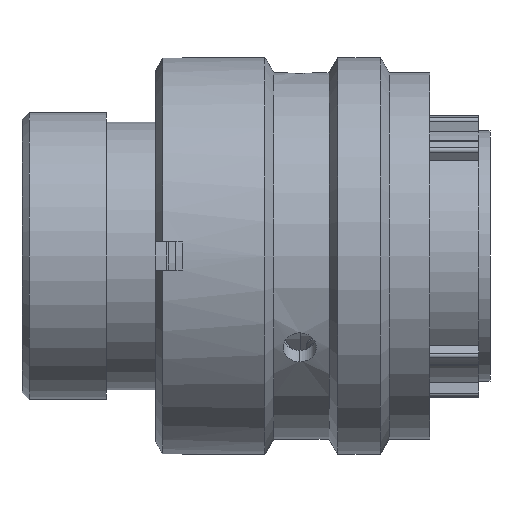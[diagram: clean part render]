
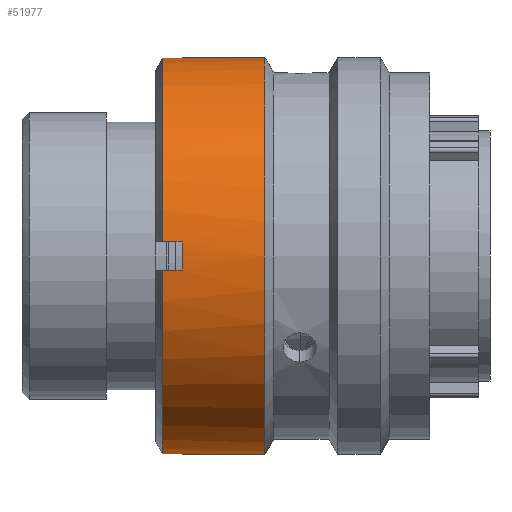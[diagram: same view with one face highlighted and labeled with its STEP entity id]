
A CAD part, front view. The second image highlights one B-rep face of the part: STEP entity #51977.
In plain terms, the highlighted cylindrical face has radius 14.15 mm (diameter 28.3 mm), a partial arc.
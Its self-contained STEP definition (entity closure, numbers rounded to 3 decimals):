
#602 = VERTEX_POINT ( 'NONE', #45446 ) ;
#889 = AXIS2_PLACEMENT_3D ( 'NONE', #25385, #41599, #33254 ) ;
#988 = LINE ( 'NONE', #14596, #43218 ) ;
#2226 = EDGE_LOOP ( 'NONE', ( #24597, #20876, #2374, #43437, #25245, #13756, #15392, #25000, #47064, #19083, #7382, #52805 ) ) ;
#2374 = ORIENTED_EDGE ( 'NONE', *, *, #41719, .T. ) ;
#3496 = CARTESIAN_POINT ( 'NONE',  ( 29.07, -14.115, -1. ) ) ;
#3684 = VERTEX_POINT ( 'NONE', #17596 ) ;
#4587 = DIRECTION ( 'NONE',  ( 0., 0., -1. ) ) ;
#6272 = EDGE_CURVE ( 'NONE', #39923, #10355, #6829, .T. ) ;
#6644 = EDGE_CURVE ( 'NONE', #12730, #43993, #50867, .T. ) ;
#6829 = CIRCLE ( 'NONE', #8773, 14.15 ) ;
#7382 = ORIENTED_EDGE ( 'NONE', *, *, #39327, .T. ) ;
#7391 = VERTEX_POINT ( 'NONE', #17478 ) ;
#8227 = CARTESIAN_POINT ( 'NONE',  ( 29.07, -1., 14.115 ) ) ;
#8760 = DIRECTION ( 'NONE',  ( 1., 0., 0. ) ) ;
#8773 = AXIS2_PLACEMENT_3D ( 'NONE', #33206, #16369, #49975 ) ;
#9214 = AXIS2_PLACEMENT_3D ( 'NONE', #22403, #30439, #21865 ) ;
#10355 = VERTEX_POINT ( 'NONE', #30153 ) ;
#11881 = DIRECTION ( 'NONE',  ( 1., 0., 0. ) ) ;
#12730 = VERTEX_POINT ( 'NONE', #52296 ) ;
#12755 = DIRECTION ( 'NONE',  ( 1., 0., 0. ) ) ;
#13651 = AXIS2_PLACEMENT_3D ( 'NONE', #36193, #11881, #4587 ) ;
#13756 = ORIENTED_EDGE ( 'NONE', *, *, #6272, .T. ) ;
#14198 = EDGE_CURVE ( 'NONE', #3684, #39923, #988, .T. ) ;
#14521 = DIRECTION ( 'NONE',  ( 1., 0., 0. ) ) ;
#14596 = CARTESIAN_POINT ( 'NONE',  ( 29.07, -14.115, 1. ) ) ;
#14933 = LINE ( 'NONE', #45553, #21398 ) ;
#15351 = EDGE_CURVE ( 'NONE', #43421, #24656, #26666, .T. ) ;
#15392 = ORIENTED_EDGE ( 'NONE', *, *, #52952, .T. ) ;
#15484 = CIRCLE ( 'NONE', #44732, 14.15 ) ;
#15985 = CARTESIAN_POINT ( 'NONE',  ( 11.42, -1., 14.115 ) ) ;
#16369 = DIRECTION ( 'NONE',  ( 1., 0., 0. ) ) ;
#16493 = VECTOR ( 'NONE', #24520, 1000. ) ;
#17478 = CARTESIAN_POINT ( 'NONE',  ( 10.02, -1., 14.115 ) ) ;
#17596 = CARTESIAN_POINT ( 'NONE',  ( 10.02, -14.115, 1. ) ) ;
#18339 = DIRECTION ( 'NONE',  ( 1., 0., 0. ) ) ;
#18462 = CARTESIAN_POINT ( 'NONE',  ( 17.324, 0., -14.15 ) ) ;
#18498 = EDGE_CURVE ( 'NONE', #602, #37999, #39483, .T. ) ;
#18555 = CARTESIAN_POINT ( 'NONE',  ( 29.07, 0., 14.15 ) ) ;
#18615 = VERTEX_POINT ( 'NONE', #38272 ) ;
#18662 = DIRECTION ( 'NONE',  ( 0., 0., 1. ) ) ;
#19083 = ORIENTED_EDGE ( 'NONE', *, *, #22002, .T. ) ;
#19898 = CARTESIAN_POINT ( 'NONE',  ( 11.42, 0., -14.15 ) ) ;
#20876 = ORIENTED_EDGE ( 'NONE', *, *, #15351, .T. ) ;
#21115 = DIRECTION ( 'NONE',  ( 1., 0., 0. ) ) ;
#21398 = VECTOR ( 'NONE', #21115, 1000. ) ;
#21865 = DIRECTION ( 'NONE',  ( 0., 0., -1. ) ) ;
#22002 = EDGE_CURVE ( 'NONE', #37999, #22133, #15484, .T. ) ;
#22133 = VERTEX_POINT ( 'NONE', #19898 ) ;
#22403 = CARTESIAN_POINT ( 'NONE',  ( 10.02, 0., 0. ) ) ;
#22659 = DIRECTION ( 'NONE',  ( 1., 0., 0. ) ) ;
#23158 = CARTESIAN_POINT ( 'NONE',  ( 11.42, 0., 14.15 ) ) ;
#23510 = CIRCLE ( 'NONE', #9214, 14.15 ) ;
#24180 = FACE_OUTER_BOUND ( 'NONE', #2226, .T. ) ;
#24435 = LINE ( 'NONE', #18555, #47450 ) ;
#24520 = DIRECTION ( 'NONE',  ( -1., 0., 0. ) ) ;
#24597 = ORIENTED_EDGE ( 'NONE', *, *, #49608, .F. ) ;
#24656 = VERTEX_POINT ( 'NONE', #15985 ) ;
#24709 = CARTESIAN_POINT ( 'NONE',  ( 17.324, 0., 0. ) ) ;
#25000 = ORIENTED_EDGE ( 'NONE', *, *, #51278, .T. ) ;
#25245 = ORIENTED_EDGE ( 'NONE', *, *, #14198, .T. ) ;
#25385 = CARTESIAN_POINT ( 'NONE',  ( 10.02, 0., 0. ) ) ;
#26123 = CYLINDRICAL_SURFACE ( 'NONE', #13651, 14.15 ) ;
#26666 = CIRCLE ( 'NONE', #51165, 14.15 ) ;
#28202 = DIRECTION ( 'NONE',  ( -1., 0., 0. ) ) ;
#30153 = CARTESIAN_POINT ( 'NONE',  ( 11.42, -14.115, -1. ) ) ;
#30439 = DIRECTION ( 'NONE',  ( 1., 0., 0. ) ) ;
#30883 = CARTESIAN_POINT ( 'NONE',  ( 29.07, -1., -14.115 ) ) ;
#31124 = LINE ( 'NONE', #3496, #51545 ) ;
#33206 = CARTESIAN_POINT ( 'NONE',  ( 11.42, 0., 0. ) ) ;
#33254 = DIRECTION ( 'NONE',  ( 0., 0., -1. ) ) ;
#36193 = CARTESIAN_POINT ( 'NONE',  ( 29.07, 0., 0. ) ) ;
#37999 = VERTEX_POINT ( 'NONE', #43386 ) ;
#38272 = CARTESIAN_POINT ( 'NONE',  ( 10.02, -14.115, -1. ) ) ;
#39238 = DIRECTION ( 'NONE',  ( 1., 0., 0. ) ) ;
#39327 = EDGE_CURVE ( 'NONE', #22133, #43993, #14933, .T. ) ;
#39345 = CARTESIAN_POINT ( 'NONE',  ( 11.42, 0., 0. ) ) ;
#39483 = LINE ( 'NONE', #30883, #44611 ) ;
#39923 = VERTEX_POINT ( 'NONE', #47328 ) ;
#40093 = CIRCLE ( 'NONE', #889, 14.15 ) ;
#41335 = CARTESIAN_POINT ( 'NONE',  ( 11.42, 0., 0. ) ) ;
#41599 = DIRECTION ( 'NONE',  ( 1., 0., 0. ) ) ;
#41719 = EDGE_CURVE ( 'NONE', #24656, #7391, #43990, .T. ) ;
#43218 = VECTOR ( 'NONE', #39238, 1000. ) ;
#43386 = CARTESIAN_POINT ( 'NONE',  ( 11.42, -1., -14.115 ) ) ;
#43421 = VERTEX_POINT ( 'NONE', #23158 ) ;
#43437 = ORIENTED_EDGE ( 'NONE', *, *, #44469, .T. ) ;
#43990 = LINE ( 'NONE', #8227, #16493 ) ;
#43993 = VERTEX_POINT ( 'NONE', #18462 ) ;
#44469 = EDGE_CURVE ( 'NONE', #7391, #3684, #40093, .T. ) ;
#44611 = VECTOR ( 'NONE', #18339, 1000. ) ;
#44732 = AXIS2_PLACEMENT_3D ( 'NONE', #39345, #14521, #18662 ) ;
#45446 = CARTESIAN_POINT ( 'NONE',  ( 10.02, -1., -14.115 ) ) ;
#45553 = CARTESIAN_POINT ( 'NONE',  ( 29.07, 0., -14.15 ) ) ;
#46114 = AXIS2_PLACEMENT_3D ( 'NONE', #24709, #8760, #49341 ) ;
#47064 = ORIENTED_EDGE ( 'NONE', *, *, #18498, .T. ) ;
#47328 = CARTESIAN_POINT ( 'NONE',  ( 11.42, -14.115, 1. ) ) ;
#47450 = VECTOR ( 'NONE', #22659, 1000. ) ;
#49100 = DIRECTION ( 'NONE',  ( 0., 0., 1. ) ) ;
#49341 = DIRECTION ( 'NONE',  ( 0., 0., -1. ) ) ;
#49608 = EDGE_CURVE ( 'NONE', #43421, #12730, #24435, .T. ) ;
#49975 = DIRECTION ( 'NONE',  ( 0., 0., 1. ) ) ;
#50867 = CIRCLE ( 'NONE', #46114, 14.15 ) ;
#51165 = AXIS2_PLACEMENT_3D ( 'NONE', #41335, #12755, #49100 ) ;
#51278 = EDGE_CURVE ( 'NONE', #18615, #602, #23510, .T. ) ;
#51545 = VECTOR ( 'NONE', #28202, 1000. ) ;
#51977 = ADVANCED_FACE ( 'NONE', ( #24180 ), #26123, .T. ) ;
#52296 = CARTESIAN_POINT ( 'NONE',  ( 17.324, 0., 14.15 ) ) ;
#52805 = ORIENTED_EDGE ( 'NONE', *, *, #6644, .F. ) ;
#52952 = EDGE_CURVE ( 'NONE', #10355, #18615, #31124, .T. ) ;
